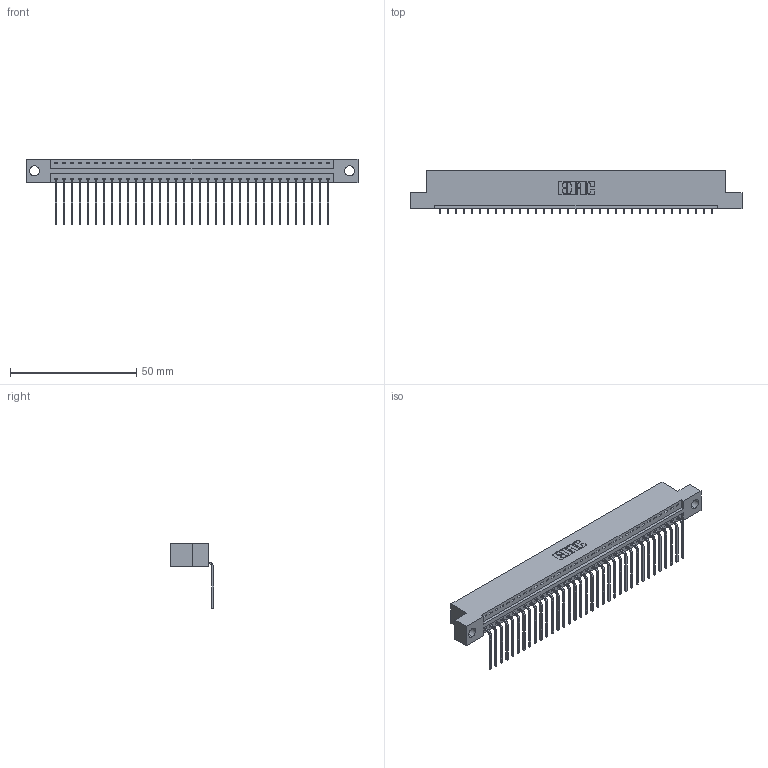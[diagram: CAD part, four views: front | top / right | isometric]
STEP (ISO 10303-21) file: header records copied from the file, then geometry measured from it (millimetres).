
FILE_DESCRIPTION (( 'STEP AP203' ), '1' );
FILE_NAME ('346-035-559-104.STEP', '2022-05-06T23:51:18', ( '' ), ( '' ), 'SwSTEP 2.0', 'SolidWorks 2020', '' );
FILE_SCHEMA (( 'CONFIG_CONTROL_DESIGN' ));
Length unit declared in the file: inch
Products named in the file (3): 346-035-559-104; 345-292-001_558 559 Tail - 1; 346 Part_Flush Mounting Lugs - 0.156 Dia-TH
Assembly tree (36 placements, depth 2):
  346-035-559-104
    346 Part_Flush Mounting Lugs - 0.156 Dia-TH
    345-292-001_558 559 Tail - 1  x35
Bounding box: 131.7 x 17.08 x 26.16 mm (x, y, z)
Volume: 12568.9 mm3; surface area: 16167 mm2
Topology: 36 solids, 36 shells, 2236 faces, 6735 edges, 4442 vertices
Faces by surface type: plane 1560, cylinder 676
Entity records: 23167 total; most frequent: CARTESIAN_POINT 3983, ORIENTED_EDGE 3950, DIRECTION 3521, EDGE_CURVE 1975, LINE 1703, VECTOR 1703, VERTEX_POINT 1314, AXIS2_PLACEMENT_3D 909
